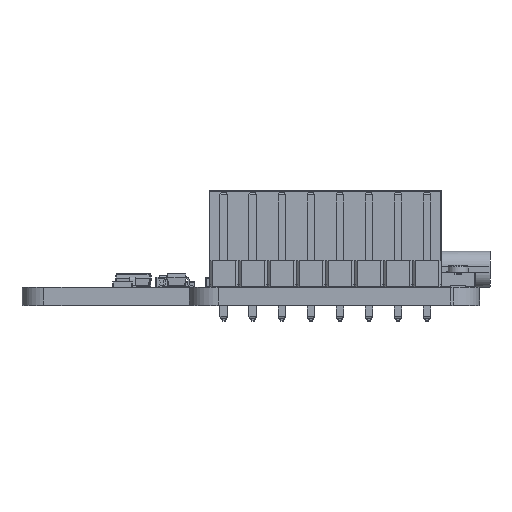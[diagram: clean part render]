
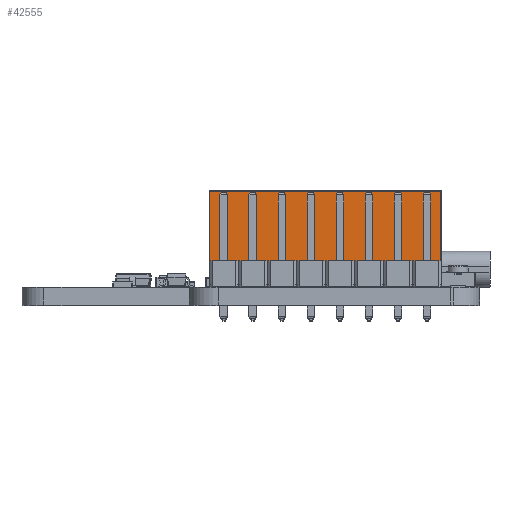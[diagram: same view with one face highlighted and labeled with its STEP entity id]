
A CAD part, top view. The second image highlights one B-rep face of the part: STEP entity #42555.
In plain terms, the highlighted face is planar.
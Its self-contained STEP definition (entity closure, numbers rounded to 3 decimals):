
#2870=PLANE('',#46550);
#5133=FACE_OUTER_BOUND('',#7814,.T.);
#7814=EDGE_LOOP('',(#38421,#38422,#38423,#38424));
#11867=LINE('',#72691,#16107);
#12038=LINE('',#74159,#16278);
#12039=LINE('',#74163,#16279);
#12040=LINE('',#74164,#16280);
#16107=VECTOR('',#57169,10.);
#16278=VECTOR('',#57972,10.);
#16279=VECTOR('',#57977,10.);
#16280=VECTOR('',#57978,10.);
#21213=VERTEX_POINT('',#72622);
#21222=VERTEX_POINT('',#72641);
#21416=VERTEX_POINT('',#74158);
#21417=VERTEX_POINT('',#74162);
#26764=EDGE_CURVE('',#21222,#21213,#11867,.T.);
#27112=EDGE_CURVE('',#21213,#21416,#12038,.T.);
#27114=EDGE_CURVE('',#21417,#21222,#12039,.T.);
#27115=EDGE_CURVE('',#21416,#21417,#12040,.T.);
#38421=ORIENTED_EDGE('',*,*,#27114,.F.);
#38422=ORIENTED_EDGE('',*,*,#27115,.F.);
#38423=ORIENTED_EDGE('',*,*,#27112,.F.);
#38424=ORIENTED_EDGE('',*,*,#26764,.F.);
#42555=ADVANCED_FACE('',(#5133),#2870,.T.);
#46550=AXIS2_PLACEMENT_3D('',#74161,#57975,#57976);
#57169=DIRECTION('',(0.,0.,-1.));
#57972=DIRECTION('',(-1.,0.,0.));
#57975=DIRECTION('center_axis',(0.,-1.,0.));
#57976=DIRECTION('ref_axis',(0.,0.,-1.));
#57977=DIRECTION('',(1.,0.,0.));
#57978=DIRECTION('',(0.,0.,1.));
#72622=CARTESIAN_POINT('',(15.19,-1.27,-3.15));
#72641=CARTESIAN_POINT('',(15.19,-1.27,5.25));
#72691=CARTESIAN_POINT('',(15.19,-1.27,3.175));
#74158=CARTESIAN_POINT('',(-5.03,-1.27,-3.15));
#74159=CARTESIAN_POINT('',(0.,-1.27,-3.15));
#74161=CARTESIAN_POINT('Origin',(0.,-1.27,5.3));
#74162=CARTESIAN_POINT('',(-5.03,-1.27,5.25));
#74163=CARTESIAN_POINT('',(0.,-1.27,5.25));
#74164=CARTESIAN_POINT('',(-5.03,-1.27,3.175));
